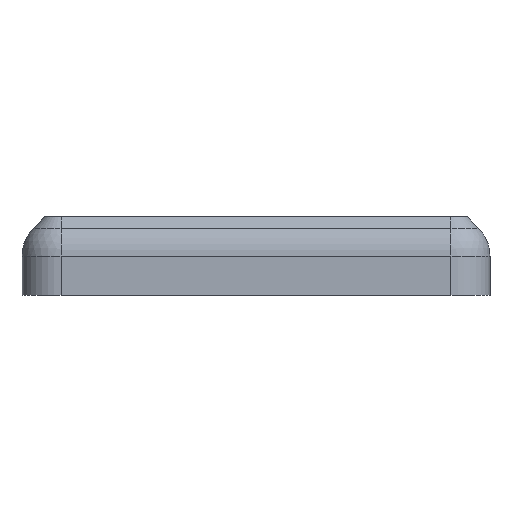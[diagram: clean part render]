
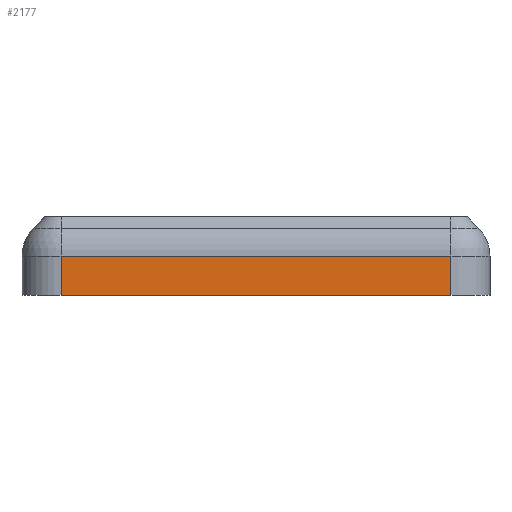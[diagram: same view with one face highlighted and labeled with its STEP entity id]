
A CAD part, left-side view. The second image highlights one B-rep face of the part: STEP entity #2177.
In plain terms, the highlighted planar face has unit normal (-1, 0, 0).
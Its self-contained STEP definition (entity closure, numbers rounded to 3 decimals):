
#1498 = VERTEX_POINT('',#1499);
#1499 = CARTESIAN_POINT('',(-27.7,12.45,20.));
#1549 = VERTEX_POINT('',#1550);
#1550 = CARTESIAN_POINT('',(-27.7,-12.45,20.));
#1557 = EDGE_CURVE('',#1498,#1549,#1558,.T.);
#1558 = LINE('',#1559,#1560);
#1559 = CARTESIAN_POINT('',(-27.7,12.45,20.));
#1560 = VECTOR('',#1561,1.);
#1561 = DIRECTION('',(0.,-1.,0.));
#2002 = EDGE_CURVE('',#1498,#2003,#2005,.T.);
#2003 = VERTEX_POINT('',#2004);
#2004 = CARTESIAN_POINT('',(-27.7,12.45,22.5));
#2005 = LINE('',#2006,#2007);
#2006 = CARTESIAN_POINT('',(-27.7,12.45,23.));
#2007 = VECTOR('',#2008,1.);
#2008 = DIRECTION('',(0.,0.,1.));
#2158 = EDGE_CURVE('',#1549,#2159,#2161,.T.);
#2159 = VERTEX_POINT('',#2160);
#2160 = CARTESIAN_POINT('',(-27.7,-12.45,22.5));
#2161 = LINE('',#2162,#2163);
#2162 = CARTESIAN_POINT('',(-27.7,-12.45,20.));
#2163 = VECTOR('',#2164,1.);
#2164 = DIRECTION('',(0.,0.,1.));
#2177 = ADVANCED_FACE('',(#2178),#2189,.T.);
#2178 = FACE_BOUND('',#2179,.T.);
#2179 = EDGE_LOOP('',(#2180,#2181,#2187,#2188));
#2180 = ORIENTED_EDGE('',*,*,#2158,.T.);
#2181 = ORIENTED_EDGE('',*,*,#2182,.F.);
#2182 = EDGE_CURVE('',#2003,#2159,#2183,.T.);
#2183 = LINE('',#2184,#2185);
#2184 = CARTESIAN_POINT('',(-27.7,12.45,22.5));
#2185 = VECTOR('',#2186,1.);
#2186 = DIRECTION('',(0.,-1.,0.));
#2187 = ORIENTED_EDGE('',*,*,#2002,.F.);
#2188 = ORIENTED_EDGE('',*,*,#1557,.T.);
#2189 = PLANE('',#2190);
#2190 = AXIS2_PLACEMENT_3D('',#2191,#2192,#2193);
#2191 = CARTESIAN_POINT('',(-27.7,0.,22.5));
#2192 = DIRECTION('',(-1.,0.,0.));
#2193 = DIRECTION('',(0.,-1.,0.));
